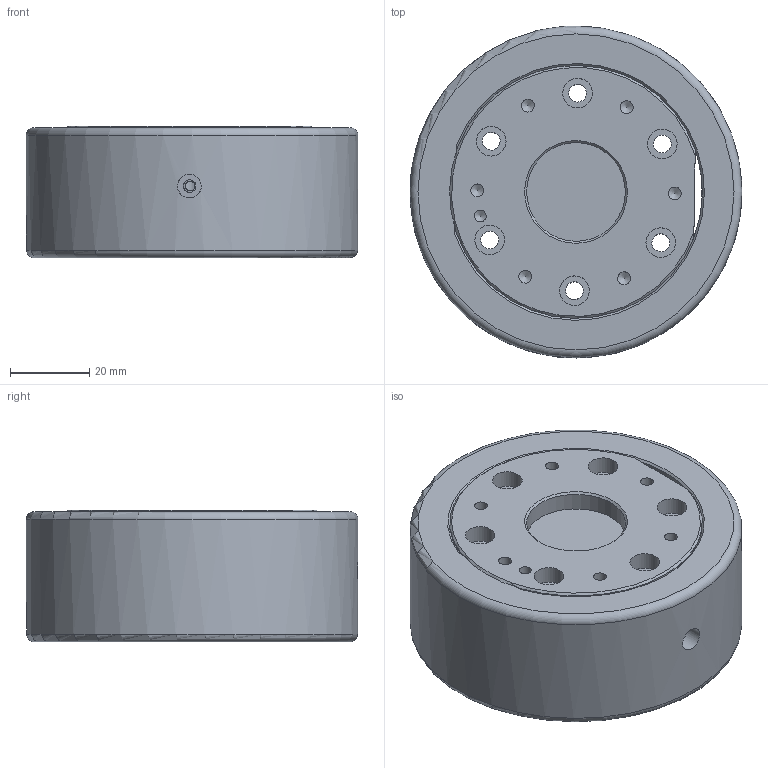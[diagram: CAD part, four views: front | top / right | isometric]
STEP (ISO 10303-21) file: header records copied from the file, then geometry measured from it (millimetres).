
FILE_DESCRIPTION(/* description */ (''),/* implementation_level */ '2;1');
FILE_NAME(/* name */ 'J7.stp',/* time_stamp */ '2020-11-10T15:48:30+08:00',/* author */ ('e10147'),/* organization */ (''),/* preprocessor_version */ 'ST-DEVELOPER v15.6',/* originating_system */ 'Autodesk Inventor 2015',/* authorisation */ '');
FILE_SCHEMA (('AUTOMOTIVE_DESIGN { 1 0 10303 214 3 1 1 }'));
Length unit declared in the file: millimetre
Products named in the file (4): J7; J6; J6_輸出轉接板_type2; 
Bounding box: 84 x 84 x 33.4 mm (x, y, z)
Volume: 121522.9 mm3; surface area: 35496.1 mm2
Topology: 2 solids, 2 shells, 96 faces, 227 edges, 145 vertices
Faces by surface type: cylinder 43, plane 27, cone 18, torus 8
Full cylindrical faces by diameter (mm): 2.459 x4, 3 x2, 3.2 x2, 3.242 x6, 4.5 x6, 6 x2, 7.5 x6, 25 x1, 40 x1, 58 x1, 84 x1
Entity records: 2886 total; most frequent: CARTESIAN_POINT 809, DIRECTION 432, ORIENTED_EDGE 334, AXIS2_PLACEMENT_3D 196, EDGE_LOOP 174, EDGE_CURVE 167, VERTEX_POINT 129, FACE_OUTER_BOUND 96
